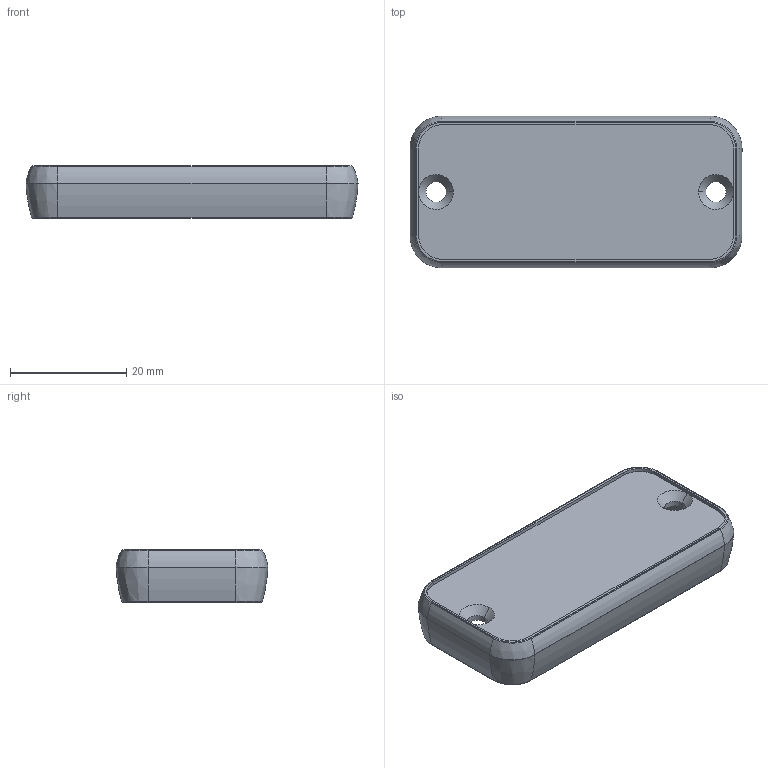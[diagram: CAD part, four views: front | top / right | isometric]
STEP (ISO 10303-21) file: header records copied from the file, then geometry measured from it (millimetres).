
FILE_DESCRIPTION((''),'2;1');
FILE_NAME('C Bezel Closed.stp','2005-02-16T11:16:26',('avernon'),(''),'Autodesk Inventor 9','Autodesk Inventor 9','');
FILE_SCHEMA(('AUTOMOTIVE_DESIGN { 1 0 10303 214 1 1 1 1 }'));
Length unit declared in the file: millimetre
Products named in the file (1): C Bezel Closed
Bounding box: 57.13 x 26.13 x 9 mm (x, y, z)
Volume: 4433.6 mm3; surface area: 5029.4 mm2
Topology: 1 solids, 1 shells, 86 faces, 212 edges, 128 vertices
Faces by surface type: cylinder 40, bspline 18, torus 16, plane 12
Entity records: 2879 total; most frequent: CARTESIAN_POINT 777, DIRECTION 482, ORIENTED_EDGE 424, EDGE_CURVE 212, AXIS2_PLACEMENT_3D 201, CIRCLE 132, VERTEX_POINT 128, EDGE_LOOP 90
